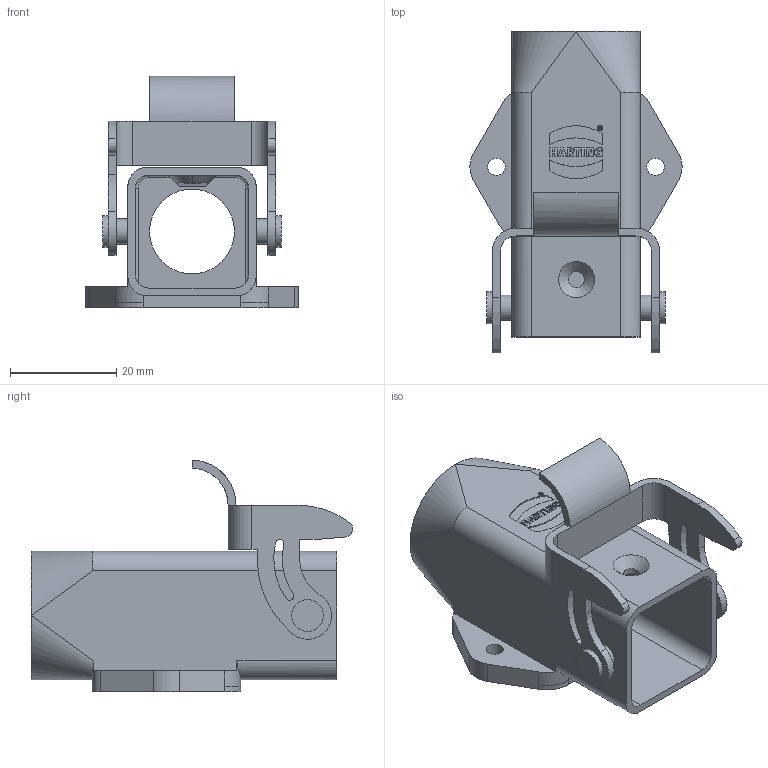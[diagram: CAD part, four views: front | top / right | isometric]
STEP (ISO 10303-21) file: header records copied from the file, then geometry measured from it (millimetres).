
FILE_DESCRIPTION(/* description */ (''),/* implementation_level */ '2;1');
FILE_NAME(/* name */ '100095155ugm000_b.stp',/* time_stamp */ '2017-11-03T16:42:20+01:00',/* author */ (''),/* organization */ (''),/* preprocessor_version */ 'ST-DEVELOPER v16',/* originating_system */ 'SIEMENS PLM Software NX 10.0',/* authorisation */ '');
FILE_SCHEMA (('AUTOMOTIVE_DESIGN { 1 0 10303 214 3 1 1 1 }'));
Length unit declared in the file: millimetre
Products named in the file (1): 100095155ugm000_b
Bounding box: 40 x 60.6 x 43.69 mm (x, y, z)
Volume: 12441.6 mm3; surface area: 12976.9 mm2
Topology: 1 solids, 1 shells, 366 faces, 1021 edges, 681 vertices
Faces by surface type: plane 293, cylinder 60, bspline 12, cone 1
Full cylindrical faces by diameter (mm): 0.753 x1, 0.986 x1, 3.05 x1, 3.3 x2, 4.8 x2, 6 x2, 16 x1, 18.6 x1
Entity records: 13585 total; most frequent: CARTESIAN_POINT 2450, ORIENTED_EDGE 2014, DIRECTION 1778, EDGE_CURVE 1007, LINE 852, VECTOR 852, VERTEX_POINT 675, AXIS2_PLACEMENT_3D 463
